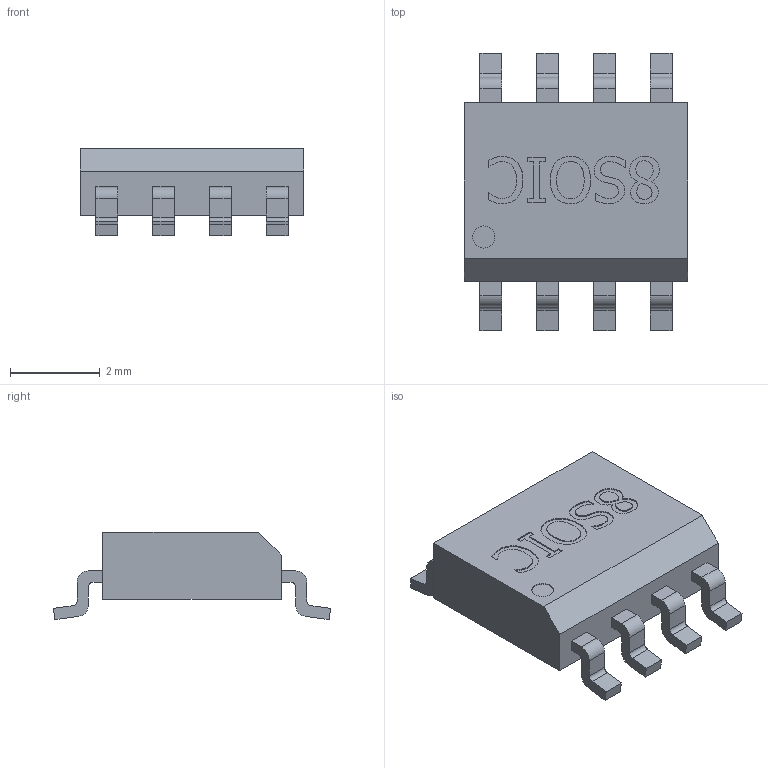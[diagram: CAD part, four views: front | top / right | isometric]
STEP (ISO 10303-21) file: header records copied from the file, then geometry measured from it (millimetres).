
FILE_DESCRIPTION(('FreeCAD Model'),'2;1');
FILE_NAME('Fusion.step','2017-03-08T08:35:06',( 'Author'),(''),'Open CASCADE STEP processor 6.8','FreeCAD','Unknown' );
FILE_SCHEMA(('AUTOMOTIVE_DESIGN_CC2 { 1 2 10303 214 -1 1 5 4 }'));
Length unit declared in the file: millimetre
Products named in the file (2): ASSEMBLY; Fusion
Assembly tree (1 placements, depth 2):
  ASSEMBLY
    Fusion
Bounding box: 5 x 6.2 x 1.95 mm (x, y, z)
Volume: 30.9 mm3; surface area: 86.1 mm2
Topology: 1 solids, 1 shells, 208 faces, 567 edges, 378 vertices
Faces by surface type: plane 110, bspline 65, cylinder 33
Full cylindrical faces by diameter (mm): 0.494 x1
Entity records: 24959 total; most frequent: CARTESIAN_POINT 13491, DIRECTION 1372, ORIENTED_EDGE 1134, PCURVE 1134, DEFINITIONAL_REPRESENTATION 1134, LINE 918, VECTOR 918, B_SPLINE_CURVE_WITH_KNOTS 651
